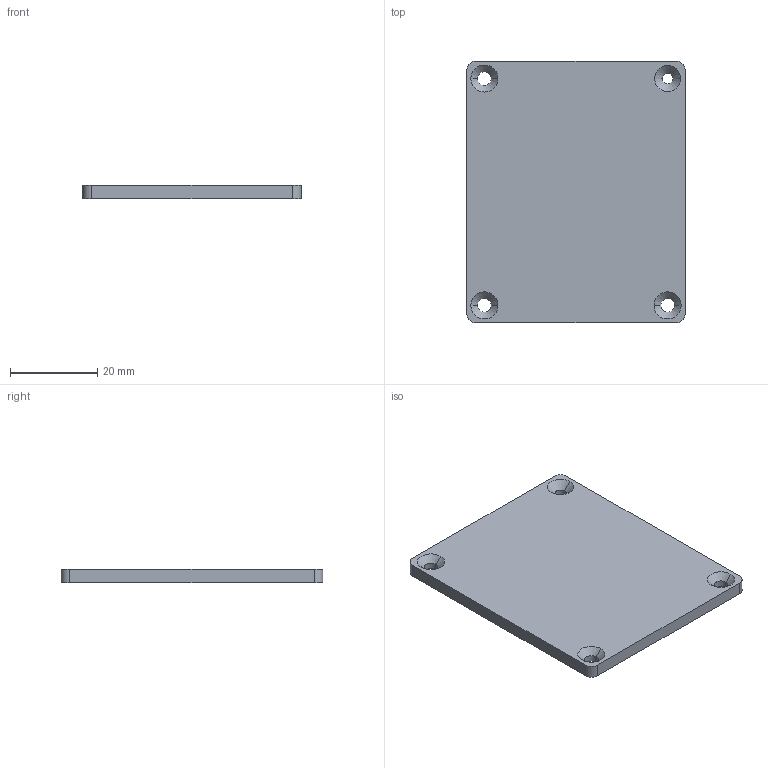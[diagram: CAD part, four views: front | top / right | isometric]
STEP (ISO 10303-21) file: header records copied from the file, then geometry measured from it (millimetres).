
FILE_DESCRIPTION (( 'STEP AP203' ), '1' );
FILE_NAME ('Plaque.STEP', '2022-01-07T14:28:30', ( '' ), ( '' ), 'SwSTEP 2.0', 'SolidWorks 2019', '' );
FILE_SCHEMA (( 'CONFIG_CONTROL_DESIGN' ));
Length unit declared in the file: millimetre
Products named in the file (1): Plaque
Bounding box: 50 x 60 x 3 mm (x, y, z)
Volume: 8833.4 mm3; surface area: 6686.4 mm2
Topology: 1 solids, 1 shells, 29 faces, 70 edges, 44 vertices
Faces by surface type: cylinder 14, cone 8, plane 7
Entity records: 949 total; most frequent: DIRECTION 166, CARTESIAN_POINT 144, ORIENTED_EDGE 140, EDGE_CURVE 70, AXIS2_PLACEMENT_3D 66, VERTEX_POINT 44, EDGE_LOOP 38, CIRCLE 36
